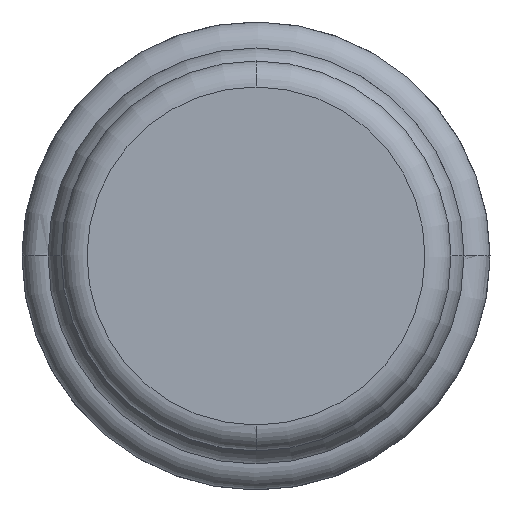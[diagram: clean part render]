
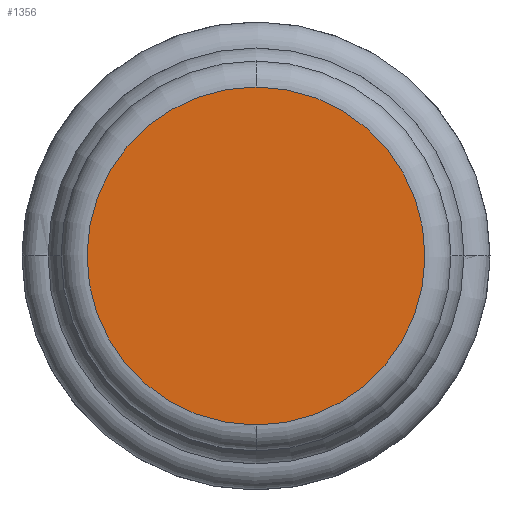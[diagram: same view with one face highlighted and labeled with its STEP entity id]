
A CAD part, front view. The second image highlights one B-rep face of the part: STEP entity #1356.
In plain terms, the highlighted planar face has unit normal (0, -1, 0).
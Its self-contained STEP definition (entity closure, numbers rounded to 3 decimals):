
#634=CARTESIAN_POINT('',(0.,-958.85,0.));
#635=DIRECTION('',(0.,1.,0.));
#636=DIRECTION('',(0.,0.,1.));
#637=AXIS2_PLACEMENT_3D('',#634,#635,#636);
#642=CARTESIAN_POINT('',(0.,-958.85,0.));
#643=DIRECTION('',(0.,1.,0.));
#644=DIRECTION('',(0.015,0.,1.));
#645=AXIS2_PLACEMENT_3D('',#642,#643,#644);
#650=CARTESIAN_POINT('',(0.,-958.85,0.));
#651=DIRECTION('',(0.,1.,0.));
#652=DIRECTION('',(0.,0.,-1.));
#653=AXIS2_PLACEMENT_3D('',#650,#651,#652);
#658=CARTESIAN_POINT('',(0.,-958.85,0.));
#659=DIRECTION('',(0.,1.,0.));
#660=DIRECTION('',(-0.015,0.,-1.));
#661=AXIS2_PLACEMENT_3D('',#658,#659,#660);
#718=CARTESIAN_POINT('',(-2.505,-958.85,-165.081));
#719=CARTESIAN_POINT('',(0.,-958.85,165.1));
#720=VERTEX_POINT('',#718);
#721=VERTEX_POINT('',#719);
#722=CARTESIAN_POINT('',(0.,-958.85,-165.1));
#723=VERTEX_POINT('',#722);
#724=CARTESIAN_POINT('',(2.505,-958.85,165.081));
#725=VERTEX_POINT('',#724);
#1343=CARTESIAN_POINT('',(0.,-958.85,0.));
#1344=DIRECTION('',(0.,-1.,0.));
#1345=DIRECTION('',(0.,0.,-1.));
#1346=AXIS2_PLACEMENT_3D('',#1343,#1344,#1345);
#1347=PLANE('',#1346);
#1349=ORIENTED_EDGE('',*,*,#1348,.T.);
#1351=ORIENTED_EDGE('',*,*,#1350,.T.);
#1352=ORIENTED_EDGE('',*,*,#1333,.T.);
#1353=ORIENTED_EDGE('',*,*,#1331,.T.);
#1354=EDGE_LOOP('',(#1349,#1351,#1352,#1353));
#1355=FACE_OUTER_BOUND('',#1354,.F.);
#1356=ADVANCED_FACE('',(#1355),#1347,.T.);
#638=CIRCLE('',#637,165.1);
#646=CIRCLE('',#645,165.1);
#654=CIRCLE('',#653,165.1);
#662=CIRCLE('',#661,165.1);
#1331=EDGE_CURVE('',#720,#721,#662,.T.);
#1333=EDGE_CURVE('',#723,#720,#654,.T.);
#1348=EDGE_CURVE('',#721,#725,#638,.T.);
#1350=EDGE_CURVE('',#725,#723,#646,.T.);
